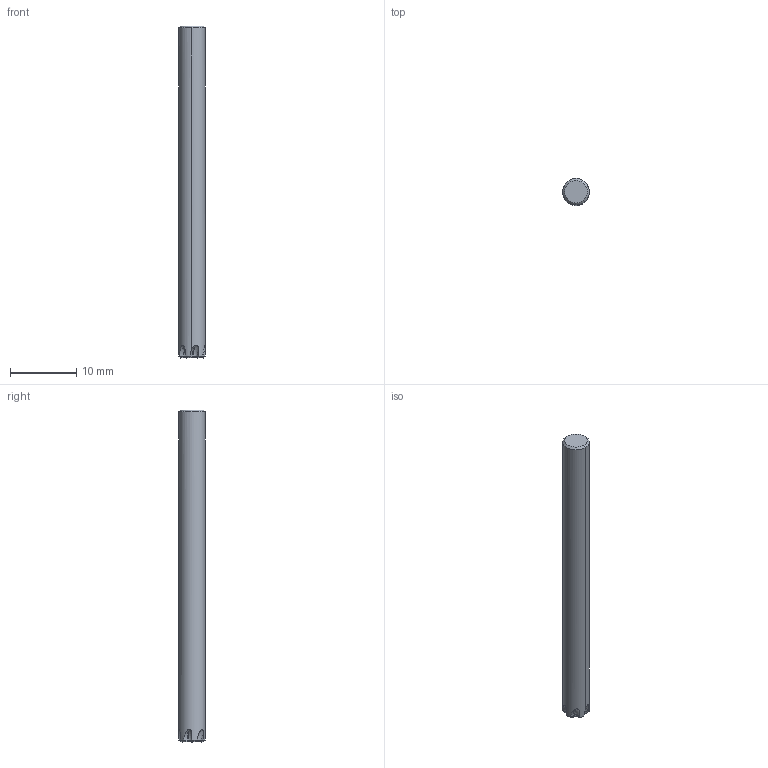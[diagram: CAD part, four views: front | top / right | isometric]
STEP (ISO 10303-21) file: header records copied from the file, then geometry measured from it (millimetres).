
FILE_DESCRIPTION(('no description'),'unknown implementation level');
FILE_NAME('K204108-3_4_0_3-Detail.stp',' ',('CIMSOURCE GmbH'),('CADClick - KiM GmbH - www.kimweb.de'),'unknown preprocess','ACIS','unknown authorization');
FILE_SCHEMA(('automotive_design'));
Length unit declared in the file: millimetre
Products named in the file (2): NOCUT; CUT
Bounding box: 4 x 4 x 50 mm (x, y, z)
Volume: 622.4 mm3; surface area: 677.3 mm2
Topology: 2 solids, 2 shells, 115 faces, 304 edges, 192 vertices
Faces by surface type: bspline 32, torus 30, plane 27, cone 20, cylinder 6
Entity records: 8781 total; most frequent: CARTESIAN_POINT 2847, STYLED_ITEM 605, PRESENTATION_STYLE_ASSIGNMENT 605, COLOUR_RGB 605, ORIENTED_EDGE 600, DIRECTION 436, EDGE_CURVE 300, CURVE_STYLE 300
